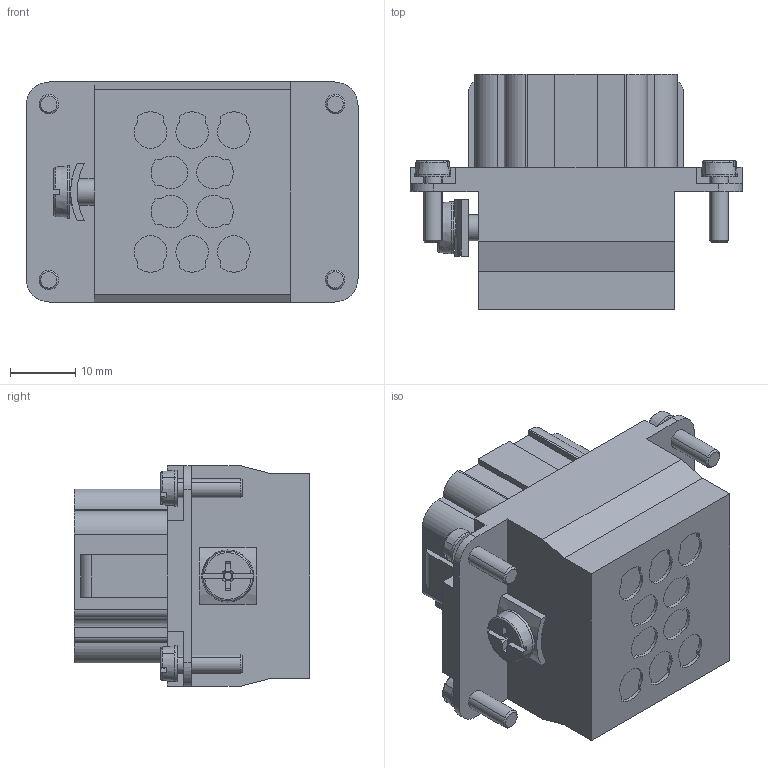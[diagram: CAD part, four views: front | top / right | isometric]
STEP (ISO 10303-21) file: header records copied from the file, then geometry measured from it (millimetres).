
FILE_DESCRIPTION(/* description */ (''),/* implementation_level */ '2;1');
FILE_NAME(/* name */ 'C146_10B010_500_10.stp',/* time_stamp */ '2016-04-07T13:11:42+02:00',/* author */ (''),/* organization */ (''),/* preprocessor_version */ 'ST-DEVELOPER v15',/* originating_system */ 'SIEMENS PLM Software NX 9.0',/* authorisation */ '');
FILE_SCHEMA (('CONFIG_CONTROL_DESIGN'));
Length unit declared in the file: millimetre
Products named in the file (1): c146 10b010 500 10nxm001-04
Bounding box: 51 x 36.2 x 33.8 mm (x, y, z)
Volume: 33739.1 mm3; surface area: 9771.7 mm2
Topology: 1 solids, 1 shells, 374 faces, 964 edges, 630 vertices
Faces by surface type: plane 200, cylinder 100, cone 56, torus 16, bspline 2
Full cylindrical faces by diameter (mm): 2.8 x10, 3.3 x1, 4 x2, 5 x10, 8 x1
Entity records: 11790 total; most frequent: CARTESIAN_POINT 3003, ORIENTED_EDGE 1844, DIRECTION 1722, EDGE_CURVE 922, AXIS2_PLACEMENT_3D 628, VERTEX_POINT 624, LINE 466, VECTOR 466
